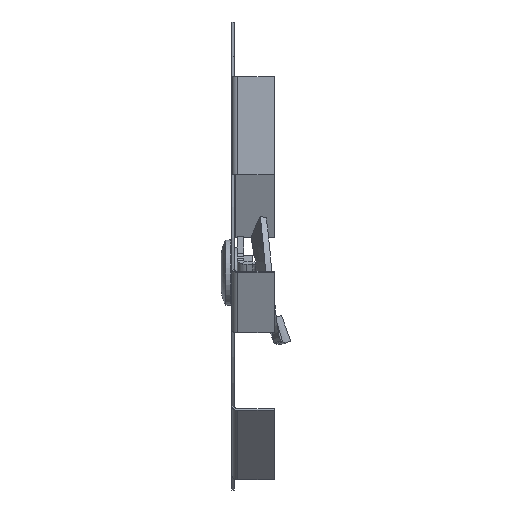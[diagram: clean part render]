
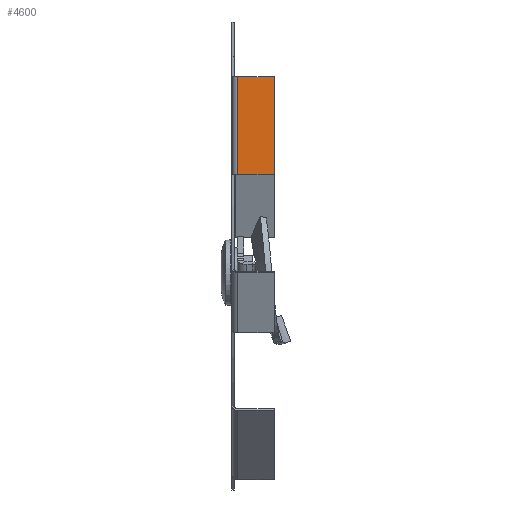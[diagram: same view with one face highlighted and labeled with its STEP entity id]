
A CAD part, left-side view. The second image highlights one B-rep face of the part: STEP entity #4600.
In plain terms, the highlighted planar face has unit normal (-1, 0, 0).
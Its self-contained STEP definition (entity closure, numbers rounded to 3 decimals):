
#265 = DIRECTION ( 'NONE',  ( 0., 1., 0. ) ) ;
#460 = LINE ( 'NONE', #3286, #2139 ) ;
#479 = ORIENTED_EDGE ( 'NONE', *, *, #3399, .T. ) ;
#556 = CARTESIAN_POINT ( 'NONE',  ( -111.144, 0., 0. ) ) ;
#584 = CARTESIAN_POINT ( 'NONE',  ( -111.144, -13., -3.891 ) ) ;
#1007 = VERTEX_POINT ( 'NONE', #3508 ) ;
#1170 = CARTESIAN_POINT ( 'NONE',  ( -111.144, -13., 0. ) ) ;
#1901 = DIRECTION ( 'NONE',  ( 0., 1., 0. ) ) ;
#1960 = LINE ( 'NONE', #3889, #2634 ) ;
#2139 = VECTOR ( 'NONE', #3190, 1000. ) ;
#2565 = CARTESIAN_POINT ( 'NONE',  ( -111.144, 0., 26.109 ) ) ;
#2634 = VECTOR ( 'NONE', #5344, 1000. ) ;
#2663 = LINE ( 'NONE', #1170, #5663 ) ;
#2841 = ORIENTED_EDGE ( 'NONE', *, *, #5022, .T. ) ;
#3131 = AXIS2_PLACEMENT_3D ( 'NONE', #556, #5791, #1901 ) ;
#3190 = DIRECTION ( 'NONE',  ( 0., 0., 1. ) ) ;
#3286 = CARTESIAN_POINT ( 'NONE',  ( -111.144, -1.75, 26.109 ) ) ;
#3399 = EDGE_CURVE ( 'NONE', #3962, #4757, #3990, .T. ) ;
#3508 = CARTESIAN_POINT ( 'NONE',  ( -111.144, -1.75, -3.891 ) ) ;
#3865 = PLANE ( 'NONE',  #3131 ) ;
#3889 = CARTESIAN_POINT ( 'NONE',  ( -111.144, 0., -3.891 ) ) ;
#3962 = VERTEX_POINT ( 'NONE', #4222 ) ;
#3990 = LINE ( 'NONE', #2565, #4321 ) ;
#4055 = DIRECTION ( 'NONE',  ( 0., 0., 1. ) ) ;
#4222 = CARTESIAN_POINT ( 'NONE',  ( -111.144, -13., 26.109 ) ) ;
#4256 = EDGE_CURVE ( 'NONE', #6060, #3962, #2663, .T. ) ;
#4321 = VECTOR ( 'NONE', #265, 1000. ) ;
#4427 = EDGE_CURVE ( 'NONE', #1007, #4757, #460, .T. ) ;
#4590 = CARTESIAN_POINT ( 'NONE',  ( -111.144, -1.75, 26.109 ) ) ;
#4600 = ADVANCED_FACE ( 'NONE', ( #5825 ), #3865, .F. ) ;
#4757 = VERTEX_POINT ( 'NONE', #4590 ) ;
#5022 = EDGE_CURVE ( 'NONE', #1007, #6060, #1960, .T. ) ;
#5344 = DIRECTION ( 'NONE',  ( 0., -1., 0. ) ) ;
#5501 = EDGE_LOOP ( 'NONE', ( #6021, #2841, #5824, #479 ) ) ;
#5663 = VECTOR ( 'NONE', #4055, 1000. ) ;
#5791 = DIRECTION ( 'NONE',  ( 1., 0., 0. ) ) ;
#5824 = ORIENTED_EDGE ( 'NONE', *, *, #4256, .T. ) ;
#5825 = FACE_OUTER_BOUND ( 'NONE', #5501, .T. ) ;
#6021 = ORIENTED_EDGE ( 'NONE', *, *, #4427, .F. ) ;
#6060 = VERTEX_POINT ( 'NONE', #584 ) ;
